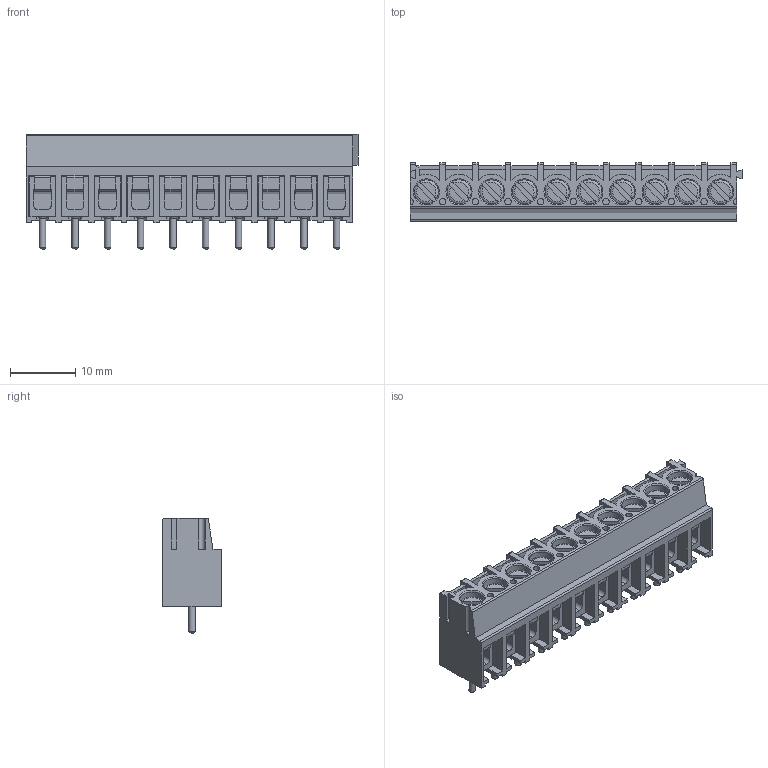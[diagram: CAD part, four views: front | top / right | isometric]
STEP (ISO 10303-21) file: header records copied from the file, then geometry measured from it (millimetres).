
FILE_DESCRIPTION(('STEP AP214'), '1');
FILE_NAME('DG302', '2019-10-01T20:08:36', ('AF'), (''), 'UNSPECIFIED', 'UNSPECIFIED', '');
FILE_SCHEMA(('AUTOMOTIVE_DESIGN { 1 0 10303 214 3 1 1}'));
Length unit declared in the file: millimetre
Assembly tree (30 placements, depth 2):
  (unnamed)
    (unnamed)  x10
    (unnamed)  x10
    (unnamed)  x10
Bounding box: 50.8 x 9 x 17.6 mm (x, y, z)
Volume: 3491.4 mm3; surface area: 9098.5 mm2
Topology: 31 solids, 31 shells, 1063 faces, 2674 edges, 1682 vertices
Faces by surface type: plane 769, cylinder 224, cone 30, torus 30, sphere 10
Full cylindrical faces by diameter (mm): 1 x19, 2.3 x10, 2.5 x10, 3 x20, 3.05 x10, 3.8 x10, 4 x10
Entity records: 17600 total; most frequent: CARTESIAN_POINT 2530, ORIENTED_EDGE 2204, DIRECTION 2203, EDGE_CURVE 1102, LINE 917, VECTOR 917, VERTEX_POINT 753, AXIS2_PLACEMENT_3D 643
